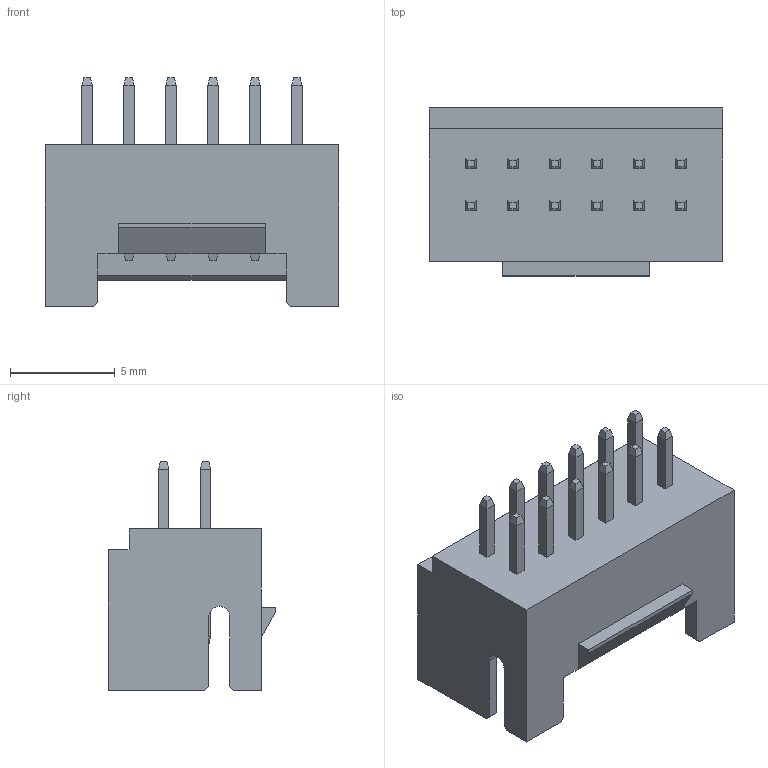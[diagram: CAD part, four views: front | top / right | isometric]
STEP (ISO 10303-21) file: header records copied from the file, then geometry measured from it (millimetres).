
FILE_DESCRIPTION (( 'STEP AP214' ), '1' );
FILE_NAME ('FWF20012-D12S22W5B-REF.STEP', '2025-01-07T09:37:31', ( '' ), ( '' ), 'SwSTEP 2.0', 'SolidWorks 2021', '' );
FILE_SCHEMA (( 'AUTOMOTIVE_DESIGN' ));
Length unit declared in the file: millimetre
Products named in the file (1): FWF20012-D12S22W5B-REF
Bounding box: 14 x 8 x 10.9 mm (x, y, z)
Volume: 287.1 mm3; surface area: 876.2 mm2
Topology: 1 solids, 1 shells, 273 faces, 629 edges, 382 vertices
Faces by surface type: plane 269, cylinder 4
Entity records: 7449 total; most frequent: CARTESIAN_POINT 1285, ORIENTED_EDGE 1258, DIRECTION 1185, EDGE_CURVE 629, VECTOR 621, LINE 621, VERTEX_POINT 382, EDGE_LOOP 297
